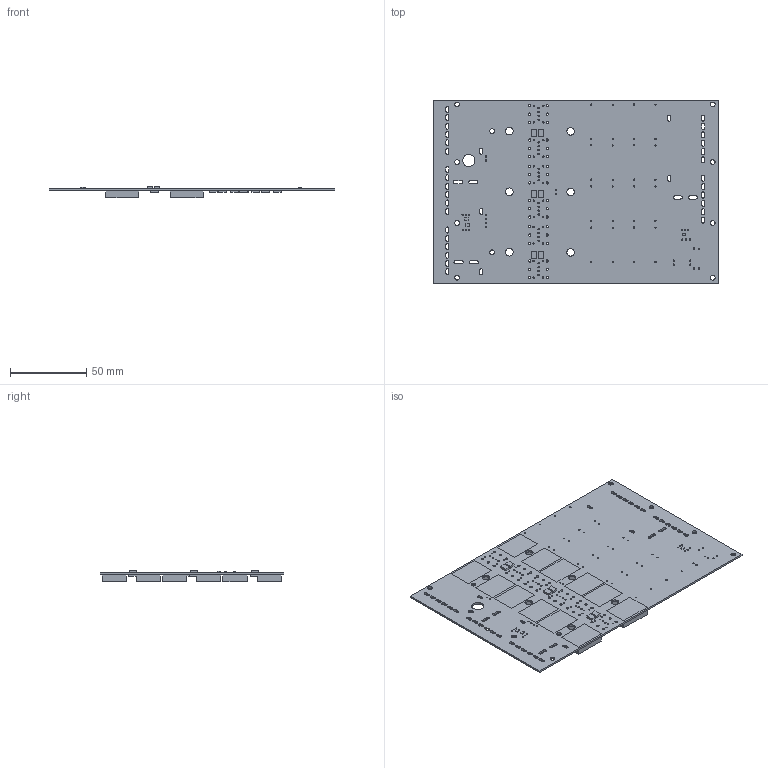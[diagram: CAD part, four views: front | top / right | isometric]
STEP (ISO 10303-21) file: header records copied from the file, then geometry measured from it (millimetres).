
FILE_DESCRIPTION(('Open CASCADE Model'),'2;1');
FILE_NAME('Open CASCADE Shape Model','2019-06-15T13:41:44',('Author'),( 'Open CASCADE'),'Open CASCADE STEP processor 6.8','Open CASCADE 6.8' ,'Unknown');
FILE_SCHEMA(('AUTOMOTIVE_DESIGN { 1 0 10303 214 1 1 1 1 }'));
Length unit declared in the file: millimetre
Products named in the file (1): PCB
Bounding box: 187.98 x 120.77 x 7.4 mm (x, y, z)
Volume: 51962.8 mm3; surface area: 62886.3 mm2
Topology: 53 solids, 53 shells, 643 faces, 1611 edges, 1074 vertices
Faces by surface type: plane 400, cylinder 243
Full cylindrical faces by diameter (mm): 0.8 x41, 0.85 x32, 0.9 x35, 1.5 x36, 3.1 x10, 5 x6, 8 x1
Entity records: 20360 total; most frequent: DIRECTION 3385, CARTESIAN_POINT 3329, ORIENTED_EDGE 3222, EDGE_CURVE 1611, AXIS2_PLACEMENT_3D 1130, LINE 1125, VECTOR 1125, VERTEX_POINT 1074
